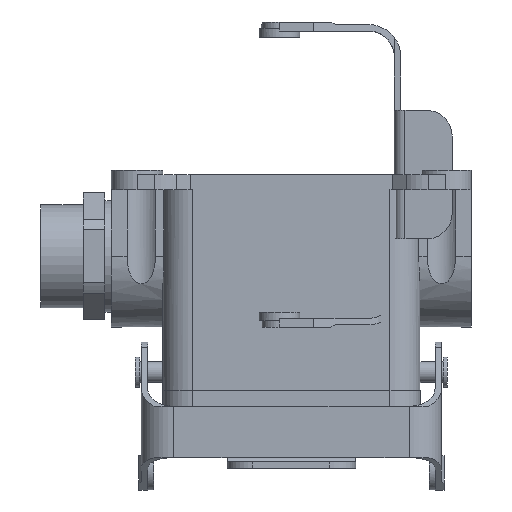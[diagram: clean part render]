
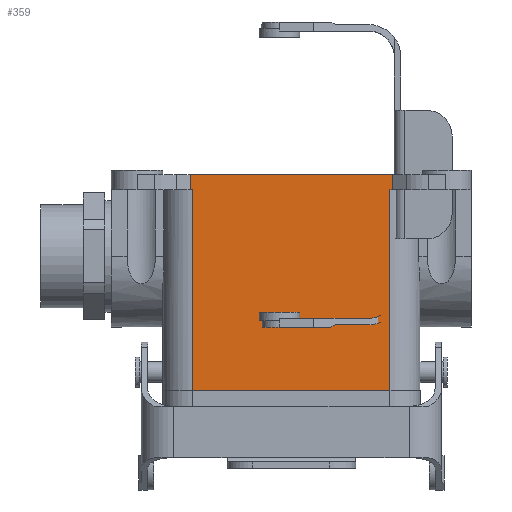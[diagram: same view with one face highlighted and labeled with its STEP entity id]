
A CAD part, top view. The second image highlights one B-rep face of the part: STEP entity #359.
In plain terms, the highlighted planar face has unit normal (0, 0, 1).
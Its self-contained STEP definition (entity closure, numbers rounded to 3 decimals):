
#359 = ADVANCED_FACE( '', ( #839 ), #840, .F. );
#839 = FACE_OUTER_BOUND( '', #1465, .T. );
#840 = PLANE( '', #1466 );
#1465 = EDGE_LOOP( '', ( #2473, #2474, #2475, #2476, #2477, #2478, #2479, #2480 ) );
#1466 = AXIS2_PLACEMENT_3D( '', #2481, #2482, #2483 );
#2473 = ORIENTED_EDGE( '', *, *, #3585, .T. );
#2474 = ORIENTED_EDGE( '', *, *, #3845, .F. );
#2475 = ORIENTED_EDGE( '', *, *, #3846, .F. );
#2476 = ORIENTED_EDGE( '', *, *, #3847, .T. );
#2477 = ORIENTED_EDGE( '', *, *, #3848, .F. );
#2478 = ORIENTED_EDGE( '', *, *, #3849, .F. );
#2479 = ORIENTED_EDGE( '', *, *, #3850, .F. );
#2480 = ORIENTED_EDGE( '', *, *, #3851, .T. );
#2481 = CARTESIAN_POINT( '', ( 0., -3.5, 21.5 ) );
#2482 = DIRECTION( '', ( 0., 0., -1. ) );
#2483 = DIRECTION( '', ( -1., 0., 0. ) );
#3585 = EDGE_CURVE( '', #4289, #4287, #4290, .T. );
#3845 = EDGE_CURVE( '', #4711, #4287, #4712, .T. );
#3846 = EDGE_CURVE( '', #4713, #4711, #4714, .T. );
#3847 = EDGE_CURVE( '', #4713, #4715, #4716, .T. );
#3848 = EDGE_CURVE( '', #4717, #4715, #4718, .T. );
#3849 = EDGE_CURVE( '', #4719, #4717, #4720, .T. );
#3850 = EDGE_CURVE( '', #4721, #4719, #4722, .T. );
#3851 = EDGE_CURVE( '', #4721, #4289, #4723, .T. );
#4287 = VERTEX_POINT( '', #5283 );
#4289 = VERTEX_POINT( '', #5286 );
#4290 = LINE( '', #5287, #5288 );
#4711 = VERTEX_POINT( '', #6030 );
#4712 = LINE( '', #6031, #6032 );
#4713 = VERTEX_POINT( '', #6033 );
#4714 = LINE( '', #6034, #6035 );
#4715 = VERTEX_POINT( '', #6036 );
#4716 = LINE( '', #6037, #6038 );
#4717 = VERTEX_POINT( '', #6039 );
#4718 = LINE( '', #6040, #6041 );
#4719 = VERTEX_POINT( '', #6042 );
#4720 = LINE( '', #6043, #6044 );
#4721 = VERTEX_POINT( '', #6045 );
#4722 = LINE( '', #6046, #6047 );
#4723 = LINE( '', #6048, #6049 );
#5283 = CARTESIAN_POINT( '', ( -23.625, 0., 21.5 ) );
#5286 = CARTESIAN_POINT( '', ( 23.625, 0., 21.5 ) );
#5287 = CARTESIAN_POINT( '', ( 0., 0., 21.5 ) );
#5288 = VECTOR( '', #6644, 1000. );
#6030 = CARTESIAN_POINT( '', ( -23.625, -3.5, 21.5 ) );
#6031 = CARTESIAN_POINT( '', ( -23.625, -3.5, 21.5 ) );
#6032 = VECTOR( '', #6980, 1000. );
#6033 = CARTESIAN_POINT( '', ( -23., -3.5, 21.5 ) );
#6034 = CARTESIAN_POINT( '', ( 0., -3.5, 21.5 ) );
#6035 = VECTOR( '', #6981, 1000. );
#6036 = CARTESIAN_POINT( '', ( -23., -50.4, 21.5 ) );
#6037 = CARTESIAN_POINT( '', ( -23., 60.964, 21.5 ) );
#6038 = VECTOR( '', #6982, 1000. );
#6039 = CARTESIAN_POINT( '', ( 23., -50.4, 21.5 ) );
#6040 = CARTESIAN_POINT( '', ( -23., -50.4, 21.5 ) );
#6041 = VECTOR( '', #6983, 1000. );
#6042 = CARTESIAN_POINT( '', ( 23., -3.5, 21.5 ) );
#6043 = CARTESIAN_POINT( '', ( 23., 60.964, 21.5 ) );
#6044 = VECTOR( '', #6984, 1000. );
#6045 = CARTESIAN_POINT( '', ( 23.625, -3.5, 21.5 ) );
#6046 = CARTESIAN_POINT( '', ( 0., -3.5, 21.5 ) );
#6047 = VECTOR( '', #6985, 1000. );
#6048 = CARTESIAN_POINT( '', ( 23.625, -3.5, 21.5 ) );
#6049 = VECTOR( '', #6986, 1000. );
#6644 = DIRECTION( '', ( -1., 0., 0. ) );
#6980 = DIRECTION( '', ( 0., 1., 0. ) );
#6981 = DIRECTION( '', ( -1., 0., 0. ) );
#6982 = DIRECTION( '', ( 0., -1., 0. ) );
#6983 = DIRECTION( '', ( -1., 0., 0. ) );
#6984 = DIRECTION( '', ( 0., -1., 0. ) );
#6985 = DIRECTION( '', ( -1., 0., 0. ) );
#6986 = DIRECTION( '', ( 0., 1., 0. ) );
